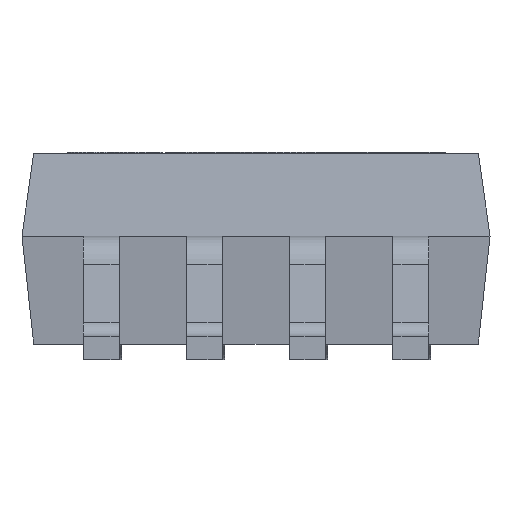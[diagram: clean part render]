
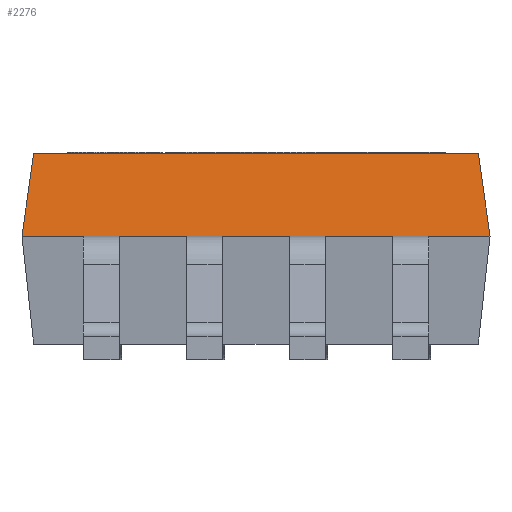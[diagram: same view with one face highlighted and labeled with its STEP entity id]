
A CAD part, left-side view. The second image highlights one B-rep face of the part: STEP entity #2276.
In plain terms, the highlighted free-form (B-spline) face has degree [1, 1] with [2, 2] control points.
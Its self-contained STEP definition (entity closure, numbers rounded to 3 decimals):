
#24 = VERTEX_POINT('',#25);
#25 = CARTESIAN_POINT('',(-1.33,-1.401,1.3));
#31 = EDGE_CURVE('',#24,#32,#34,.T.);
#32 = VERTEX_POINT('',#33);
#33 = CARTESIAN_POINT('',(-1.33,1.401,1.3));
#34 = LINE('',#35,#36);
#35 = CARTESIAN_POINT('',(-1.33,-1.401,1.3));
#36 = VECTOR('',#37,1.);
#37 = DIRECTION('',(0.,1.,0.));
#2165 = EDGE_CURVE('',#24,#2166,#2168,.T.);
#2166 = VERTEX_POINT('',#2167);
#2167 = CARTESIAN_POINT('',(-1.4,-1.475,0.78));
#2168 = B_SPLINE_CURVE_WITH_KNOTS('',1,(#2169,#2170),.UNSPECIFIED.,.F.,
  .F.,(2,2),(0.,1.),.PIECEWISE_BEZIER_KNOTS.);
#2169 = CARTESIAN_POINT('',(-1.33,-1.401,1.3));
#2170 = CARTESIAN_POINT('',(-1.4,-1.475,0.78));
#2276 = ADVANCED_FACE('',(#2277),#2358,.T.);
#2277 = FACE_BOUND('',#2278,.T.);
#2278 = EDGE_LOOP('',(#2279,#2280,#2287,#2295,#2303,#2311,#2319,#2327,
    #2335,#2343,#2351,#2357));
#2279 = ORIENTED_EDGE('',*,*,#31,.T.);
#2280 = ORIENTED_EDGE('',*,*,#2281,.T.);
#2281 = EDGE_CURVE('',#32,#2282,#2284,.T.);
#2282 = VERTEX_POINT('',#2283);
#2283 = CARTESIAN_POINT('',(-1.4,1.475,0.78));
#2284 = B_SPLINE_CURVE_WITH_KNOTS('',1,(#2285,#2286),.UNSPECIFIED.,.F.,
  .F.,(2,2),(0.,1.),.PIECEWISE_BEZIER_KNOTS.);
#2285 = CARTESIAN_POINT('',(-1.33,1.401,1.3));
#2286 = CARTESIAN_POINT('',(-1.4,1.475,0.78));
#2287 = ORIENTED_EDGE('',*,*,#2288,.F.);
#2288 = EDGE_CURVE('',#2289,#2282,#2291,.T.);
#2289 = VERTEX_POINT('',#2290);
#2290 = CARTESIAN_POINT('',(-1.4,1.088,0.78));
#2291 = LINE('',#2292,#2293);
#2292 = CARTESIAN_POINT('',(-1.4,-1.475,0.78));
#2293 = VECTOR('',#2294,1.);
#2294 = DIRECTION('',(0.,1.,0.));
#2295 = ORIENTED_EDGE('',*,*,#2296,.F.);
#2296 = EDGE_CURVE('',#2297,#2289,#2299,.T.);
#2297 = VERTEX_POINT('',#2298);
#2298 = CARTESIAN_POINT('',(-1.4,0.863,0.78));
#2299 = LINE('',#2300,#2301);
#2300 = CARTESIAN_POINT('',(-1.4,-1.475,0.78));
#2301 = VECTOR('',#2302,1.);
#2302 = DIRECTION('',(0.,1.,0.));
#2303 = ORIENTED_EDGE('',*,*,#2304,.F.);
#2304 = EDGE_CURVE('',#2305,#2297,#2307,.T.);
#2305 = VERTEX_POINT('',#2306);
#2306 = CARTESIAN_POINT('',(-1.4,0.438,0.78));
#2307 = LINE('',#2308,#2309);
#2308 = CARTESIAN_POINT('',(-1.4,-1.475,0.78));
#2309 = VECTOR('',#2310,1.);
#2310 = DIRECTION('',(0.,1.,0.));
#2311 = ORIENTED_EDGE('',*,*,#2312,.F.);
#2312 = EDGE_CURVE('',#2313,#2305,#2315,.T.);
#2313 = VERTEX_POINT('',#2314);
#2314 = CARTESIAN_POINT('',(-1.4,0.213,0.78));
#2315 = LINE('',#2316,#2317);
#2316 = CARTESIAN_POINT('',(-1.4,-1.475,0.78));
#2317 = VECTOR('',#2318,1.);
#2318 = DIRECTION('',(0.,1.,0.));
#2319 = ORIENTED_EDGE('',*,*,#2320,.F.);
#2320 = EDGE_CURVE('',#2321,#2313,#2323,.T.);
#2321 = VERTEX_POINT('',#2322);
#2322 = CARTESIAN_POINT('',(-1.4,-0.213,0.78));
#2323 = LINE('',#2324,#2325);
#2324 = CARTESIAN_POINT('',(-1.4,-1.475,0.78));
#2325 = VECTOR('',#2326,1.);
#2326 = DIRECTION('',(0.,1.,0.));
#2327 = ORIENTED_EDGE('',*,*,#2328,.F.);
#2328 = EDGE_CURVE('',#2329,#2321,#2331,.T.);
#2329 = VERTEX_POINT('',#2330);
#2330 = CARTESIAN_POINT('',(-1.4,-0.438,0.78));
#2331 = LINE('',#2332,#2333);
#2332 = CARTESIAN_POINT('',(-1.4,-1.475,0.78));
#2333 = VECTOR('',#2334,1.);
#2334 = DIRECTION('',(0.,1.,0.));
#2335 = ORIENTED_EDGE('',*,*,#2336,.F.);
#2336 = EDGE_CURVE('',#2337,#2329,#2339,.T.);
#2337 = VERTEX_POINT('',#2338);
#2338 = CARTESIAN_POINT('',(-1.4,-0.863,0.78));
#2339 = LINE('',#2340,#2341);
#2340 = CARTESIAN_POINT('',(-1.4,-1.475,0.78));
#2341 = VECTOR('',#2342,1.);
#2342 = DIRECTION('',(0.,1.,0.));
#2343 = ORIENTED_EDGE('',*,*,#2344,.F.);
#2344 = EDGE_CURVE('',#2345,#2337,#2347,.T.);
#2345 = VERTEX_POINT('',#2346);
#2346 = CARTESIAN_POINT('',(-1.4,-1.088,0.78));
#2347 = LINE('',#2348,#2349);
#2348 = CARTESIAN_POINT('',(-1.4,-1.475,0.78));
#2349 = VECTOR('',#2350,1.);
#2350 = DIRECTION('',(0.,1.,0.));
#2351 = ORIENTED_EDGE('',*,*,#2352,.F.);
#2352 = EDGE_CURVE('',#2166,#2345,#2353,.T.);
#2353 = LINE('',#2354,#2355);
#2354 = CARTESIAN_POINT('',(-1.4,-1.475,0.78));
#2355 = VECTOR('',#2356,1.);
#2356 = DIRECTION('',(0.,1.,0.));
#2357 = ORIENTED_EDGE('',*,*,#2165,.F.);
#2358 = B_SPLINE_SURFACE_WITH_KNOTS('',1,1,(
    (#2359,#2360)
    ,(#2361,#2362
    )),.UNSPECIFIED.,.F.,.F.,.F.,(2,2),(2,2),(0.,2.95),(0.,1.),
  .PIECEWISE_BEZIER_KNOTS.);
#2359 = CARTESIAN_POINT('',(-1.33,-1.401,1.3));
#2360 = CARTESIAN_POINT('',(-1.4,-1.475,0.78));
#2361 = CARTESIAN_POINT('',(-1.33,1.401,1.3));
#2362 = CARTESIAN_POINT('',(-1.4,1.475,0.78));
